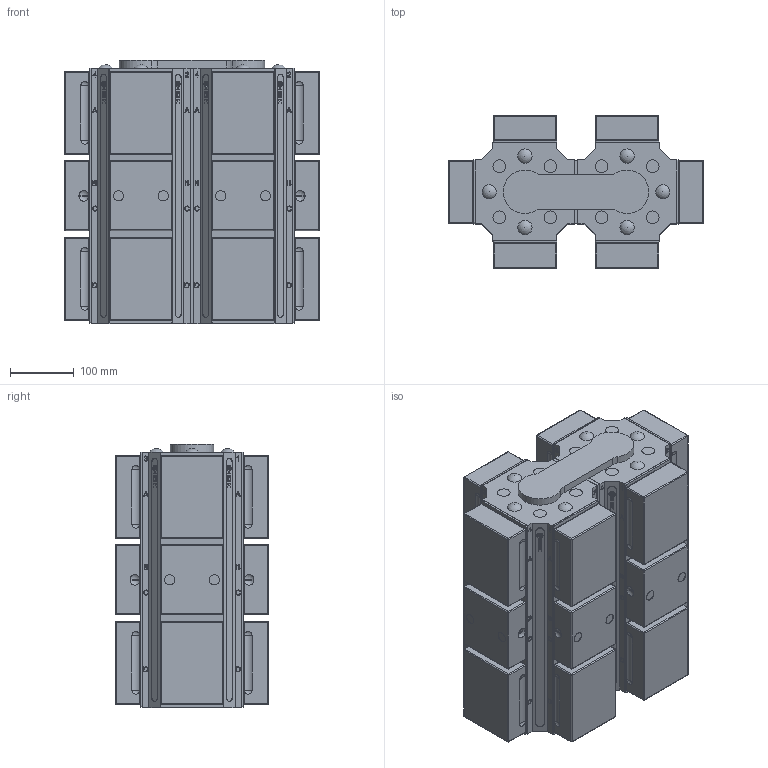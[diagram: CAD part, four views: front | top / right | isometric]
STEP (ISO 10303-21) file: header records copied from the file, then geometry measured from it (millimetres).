
FILE_DESCRIPTION((''),'2;1');
FILE_NAME('5ML1040-41-12.stp','2014-06-27T14:20:49',('Dayne Stauffer'),(''),'Autodesk Inventor 2013','Autodesk Inventor 2013','');
FILE_SCHEMA(('AUTOMOTIVE_DESIGN { 1 0 10303 214 1 1 1 1 }'));
Length unit declared in the file: millimetre
Products named in the file (6): 5ML1040-41-12; 5CLM1040-41-12; 5DS1040-10-40; 5FJ1040-10-40; 5MJ1040-10-40; 5CP1040-ST
Assembly tree (16 placements, depth 3):
  5ML1040-41-12
    5CLM1040-41-12
    5DS1040-10-40  x6
      5FJ1040-10-40
      5MJ1040-10-40
    5CP1040-ST  x6
Bounding box: 399.4 x 239.4 x 412 mm (x, y, z)
Volume: 23921143.2 mm3; surface area: 2028627.6 mm2
Topology: 25 solids, 27 shells, 4408 faces, 11048 edges, 7140 vertices
Faces by surface type: plane 2354, bspline 1012, cylinder 784, sphere 222, cone 36
Full cylindrical faces by diameter (mm): 4.917 x8, 6.65 x36, 8.4 x22, 8.65 x12, 9 x36, 10 x4, 10.106 x16, 12.7 x24, 14 x24, 14.15 x36, 16 x12, 19.34 x36, 20 x8, 49.88 x2, 59.98 x2
Entity records: 92078 total; most frequent: CARTESIAN_POINT 26541, ORIENTED_EDGE 13890, DIRECTION 10825, EDGE_CURVE 6945, VERTEX_POINT 4754, VECTOR 4643, LINE 4643, EDGE_LOOP 3649
